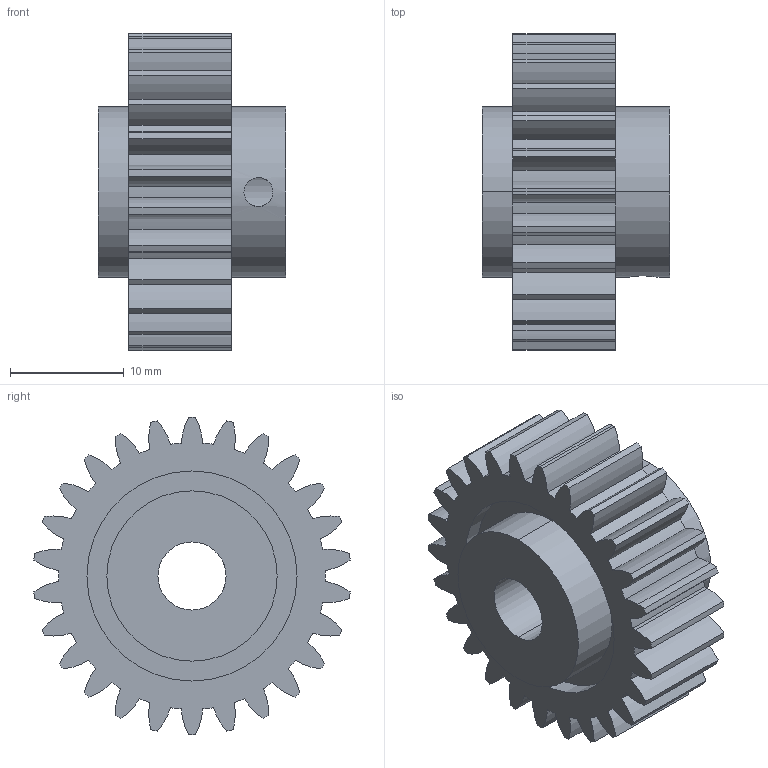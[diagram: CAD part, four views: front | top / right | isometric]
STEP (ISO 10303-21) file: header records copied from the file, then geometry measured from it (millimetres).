
FILE_DESCRIPTION (( 'STEP AP214' ), '1' );
FILE_NAME ('spur_gear_long_hub_26T_28302601.step', '2023-05-17T11:19:22', ( '' ), ( '' ), 'SwSTEP 2.0', 'SolidWorks 2022', '' );
FILE_SCHEMA (( 'AUTOMOTIVE_DESIGN' ));
Length unit declared in the file: millimetre
Products named in the file (1): spur_gear_long_hub_26T_28302601
Bounding box: 16.5 x 27.86 x 28 mm (x, y, z)
Volume: 5208.9 mm3; surface area: 3462.1 mm2
Topology: 1 solids, 1 shells, 127 faces, 363 edges, 242 vertices
Faces by surface type: cylinder 121, plane 6
Entity records: 4415 total; most frequent: DIRECTION 853, CARTESIAN_POINT 819, ORIENTED_EDGE 726, AXIS2_PLACEMENT_3D 366, EDGE_CURVE 363, VERTEX_POINT 242, CIRCLE 238, EDGE_LOOP 135
